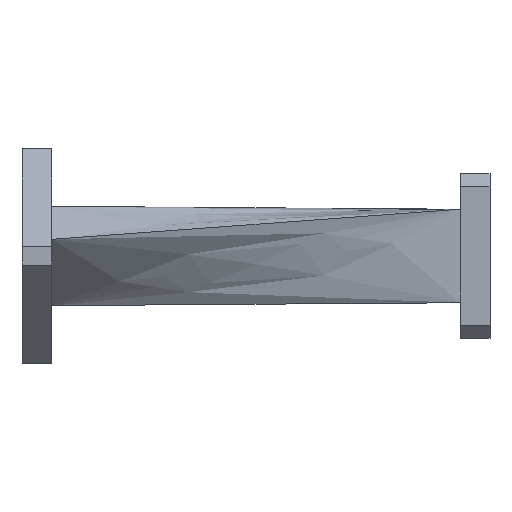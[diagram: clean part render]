
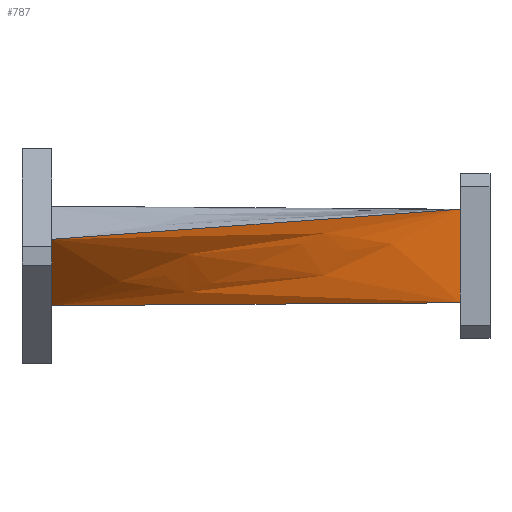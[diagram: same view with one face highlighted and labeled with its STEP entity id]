
A CAD part, top view. The second image highlights one B-rep face of the part: STEP entity #787.
In plain terms, the highlighted free-form (B-spline) face has degree [3, 1] with [6, 2] control points.
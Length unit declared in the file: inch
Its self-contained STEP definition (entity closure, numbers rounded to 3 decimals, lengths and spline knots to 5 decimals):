
#34 = EDGE_LOOP ( 'NONE', ( #284, #1323, #81, #997 ) ) ;
#81 = ORIENTED_EDGE ( 'NONE', *, *, #557, .T. ) ;
#94 = DIRECTION ( 'NONE',  ( -0.995, -0.074, 0.064 ) ) ;
#130 = CARTESIAN_POINT ( 'NONE',  ( 0., 0.25, 0.125 ) ) ;
#146 = CARTESIAN_POINT ( 'NONE',  ( 0., 0.16667, 0.125 ) ) ;
#176 = CARTESIAN_POINT ( 'NONE',  ( 0., -0.25, 0.125 ) ) ;
#197 = CARTESIAN_POINT ( 'NONE',  ( -2.18, 0.08839, 0.26517 ) ) ;
#236 = VECTOR ( 'NONE', #94, 39.37008 ) ;
#279 = VERTEX_POINT ( 'NONE', #1696 ) ;
#284 = ORIENTED_EDGE ( 'NONE', *, *, #1327, .T. ) ;
#373 = CARTESIAN_POINT ( 'NONE',  ( -2.18, -0.26517, -0.08839 ) ) ;
#375 = EDGE_CURVE ( 'NONE', #1308, #1093, #597, .T. ) ;
#388 = CARTESIAN_POINT ( 'NONE',  ( 0., -0.25, 0.125 ) ) ;
#409 = CARTESIAN_POINT ( 'NONE',  ( -2.18, 0.08839, 0.26517 ) ) ;
#419 = CARTESIAN_POINT ( 'NONE',  ( -2.18, -0.14731, 0.02946 ) ) ;
#472 = DIRECTION ( 'NONE',  ( 0., -0.707, -0.707 ) ) ;
#503 = DIRECTION ( 'NONE',  ( 0., 1., 0. ) ) ;
#557 = EDGE_CURVE ( 'NONE', #607, #1308, #1495, .T. ) ;
#584 = EDGE_CURVE ( 'NONE', #279, #607, #673, .T. ) ;
#597 = LINE ( 'NONE', #1295, #639 ) ;
#607 = VERTEX_POINT ( 'NONE', #197 ) ;
#630 = CARTESIAN_POINT ( 'NONE',  ( -2.18, -0.26517, -0.08839 ) ) ;
#639 = VECTOR ( 'NONE', #1437, 39.37008 ) ;
#673 = LINE ( 'NONE', #1644, #236 ) ;
#703 = FACE_OUTER_BOUND ( 'NONE', #34, .T. ) ;
#787 = ADVANCED_FACE ( 'NONE', ( #703 ), #843, .T. ) ;
#843 = B_SPLINE_SURFACE_WITH_KNOTS ( 'NONE', 3, 1, ( 
 ( #890, #630 ),
 ( #915, #1194 ),
 ( #1328, #419 ),
 ( #1321, #1065 ),
 ( #146, #1569 ),
 ( #130, #409 ) ),
 .UNSPECIFIED., .F., .F., .F.,
 ( 4, 2, 4 ),
 ( 2, 2 ),
 ( 0., 0.5, 1. ),
 ( 0., 1. ),
 .UNSPECIFIED. ) ;
#890 = CARTESIAN_POINT ( 'NONE',  ( 0., -0.25, 0.125 ) ) ;
#915 = CARTESIAN_POINT ( 'NONE',  ( 0., -0.16667, 0.125 ) ) ;
#941 = VECTOR ( 'NONE', #503, 39.37008 ) ;
#997 = ORIENTED_EDGE ( 'NONE', *, *, #375, .T. ) ;
#1065 = CARTESIAN_POINT ( 'NONE',  ( -2.18, -0.02946, 0.14731 ) ) ;
#1093 = VERTEX_POINT ( 'NONE', #176 ) ;
#1126 = CARTESIAN_POINT ( 'NONE',  ( -2.18, -0.26517, -0.08839 ) ) ;
#1194 = CARTESIAN_POINT ( 'NONE',  ( -2.18, -0.20624, -0.02946 ) ) ;
#1271 = LINE ( 'NONE', #388, #941 ) ;
#1282 = VECTOR ( 'NONE', #472, 39.37008 ) ;
#1295 = CARTESIAN_POINT ( 'NONE',  ( -1.09, -0.25758, 0.01831 ) ) ;
#1308 = VERTEX_POINT ( 'NONE', #373 ) ;
#1321 = CARTESIAN_POINT ( 'NONE',  ( 0., 0.08333, 0.125 ) ) ;
#1323 = ORIENTED_EDGE ( 'NONE', *, *, #584, .T. ) ;
#1327 = EDGE_CURVE ( 'NONE', #1093, #279, #1271, .T. ) ;
#1328 = CARTESIAN_POINT ( 'NONE',  ( 0., -0.08333, 0.125 ) ) ;
#1437 = DIRECTION ( 'NONE',  ( 0.995, 0.007, 0.097 ) ) ;
#1495 = LINE ( 'NONE', #1126, #1282 ) ;
#1569 = CARTESIAN_POINT ( 'NONE',  ( -2.18, 0.02946, 0.20624 ) ) ;
#1644 = CARTESIAN_POINT ( 'NONE',  ( -1.09, 0.16919, 0.19508 ) ) ;
#1696 = CARTESIAN_POINT ( 'NONE',  ( 0., 0.25, 0.125 ) ) ;
